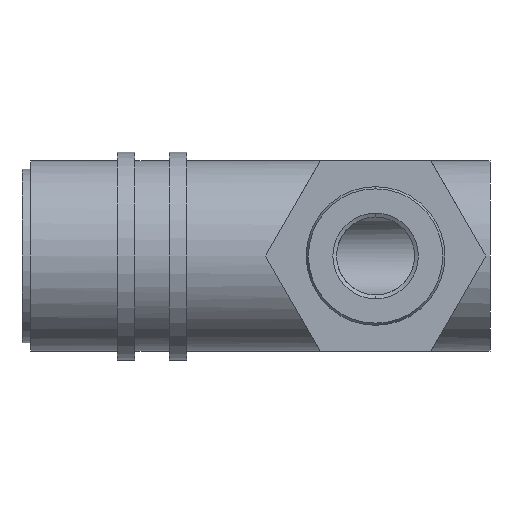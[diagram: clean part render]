
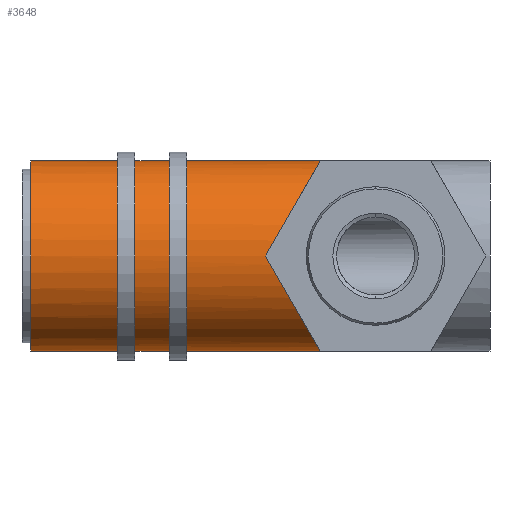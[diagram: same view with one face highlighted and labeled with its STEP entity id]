
A CAD part, front view. The second image highlights one B-rep face of the part: STEP entity #3648.
In plain terms, the highlighted cylindrical face has radius 11 mm (diameter 22 mm), a partial arc.
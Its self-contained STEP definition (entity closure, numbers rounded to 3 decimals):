
#355 = VECTOR ( 'NONE', #4995, 1000. ) ;
#360 = AXIS2_PLACEMENT_3D ( 'NONE', #511, #3200, #6062 ) ;
#370 = CIRCLE ( 'NONE', #5790, 11. ) ;
#376 = VERTEX_POINT ( 'NONE', #461 ) ;
#423 = EDGE_CURVE ( 'NONE', #4472, #8369, #1017, .T. ) ;
#429 = LINE ( 'NONE', #518, #355 ) ;
#461 = CARTESIAN_POINT ( 'NONE',  ( 1., 0., -11. ) ) ;
#511 = CARTESIAN_POINT ( 'NONE',  ( 0., 0., 0. ) ) ;
#518 = CARTESIAN_POINT ( 'NONE',  ( 0., 0., 11. ) ) ;
#551 = FACE_OUTER_BOUND ( 'NONE', #6900, .T. ) ;
#1017 =( BOUNDED_CURVE ( )  B_SPLINE_CURVE ( 3, ( #7032, #1079, #8372, #6380 ),
 .UNSPECIFIED., .F., .F. ) 
 B_SPLINE_CURVE_WITH_KNOTS ( ( 4, 4 ),
 ( 1.571, 3.142 ),
 .UNSPECIFIED. ) 
 CURVE ( )  GEOMETRIC_REPRESENTATION_ITEM ( )  RATIONAL_B_SPLINE_CURVE ( ( 1., 0.805, 0.805, 1. ) ) 
 REPRESENTATION_ITEM ( '' )  );
#1079 = CARTESIAN_POINT ( 'NONE',  ( 31.817, -11., 6.444 ) ) ;
#1436 = CARTESIAN_POINT ( 'NONE',  ( 31.817, -11., -6.444 ) ) ;
#1445 = CARTESIAN_POINT ( 'NONE',  ( 34.447, 0., 11. ) ) ;
#1993 = CARTESIAN_POINT ( 'NONE',  ( 28.097, -11., 0. ) ) ;
#2039 = ORIENTED_EDGE ( 'NONE', *, *, #423, .T. ) ;
#3001 = VECTOR ( 'NONE', #6745, 1000. ) ;
#3200 = DIRECTION ( 'NONE',  ( -1., 0., 0. ) ) ;
#3331 = EDGE_CURVE ( 'NONE', #8369, #7156, #429, .T. ) ;
#3480 = CARTESIAN_POINT ( 'NONE',  ( 0., 0., -11. ) ) ;
#3614 = LINE ( 'NONE', #3480, #3001 ) ;
#3627 =( BOUNDED_CURVE ( )  B_SPLINE_CURVE ( 3, ( #5438, #8137, #1436, #8182 ),
 .UNSPECIFIED., .F., .F. ) 
 B_SPLINE_CURVE_WITH_KNOTS ( ( 4, 4 ),
 ( 3.142, 4.712 ),
 .UNSPECIFIED. ) 
 CURVE ( )  GEOMETRIC_REPRESENTATION_ITEM ( )  RATIONAL_B_SPLINE_CURVE ( ( 1., 0.805, 0.805, 1. ) ) 
 REPRESENTATION_ITEM ( '' )  );
#3648 = ADVANCED_FACE ( 'NONE', ( #551 ), #5858, .T. ) ;
#4472 = VERTEX_POINT ( 'NONE', #1993 ) ;
#4639 = CARTESIAN_POINT ( 'NONE',  ( 1., 0., 0. ) ) ;
#4995 = DIRECTION ( 'NONE',  ( -1., 0., 0. ) ) ;
#5137 = ORIENTED_EDGE ( 'NONE', *, *, #3331, .T. ) ;
#5438 = CARTESIAN_POINT ( 'NONE',  ( 34.447, 0., -11. ) ) ;
#5790 = AXIS2_PLACEMENT_3D ( 'NONE', #4639, #7299, #8394 ) ;
#5858 = CYLINDRICAL_SURFACE ( 'NONE', #360, 11. ) ;
#5985 = ORIENTED_EDGE ( 'NONE', *, *, #7330, .F. ) ;
#6062 = DIRECTION ( 'NONE',  ( 0., 0., 1. ) ) ;
#6357 = EDGE_CURVE ( 'NONE', #8411, #376, #3614, .T. ) ;
#6372 = EDGE_CURVE ( 'NONE', #8411, #4472, #3627, .T. ) ;
#6380 = CARTESIAN_POINT ( 'NONE',  ( 34.447, 0., 11. ) ) ;
#6669 = CARTESIAN_POINT ( 'NONE',  ( 1., 0., 11. ) ) ;
#6745 = DIRECTION ( 'NONE',  ( -1., 0., 0. ) ) ;
#6847 = CARTESIAN_POINT ( 'NONE',  ( 34.447, 0., -11. ) ) ;
#6900 = EDGE_LOOP ( 'NONE', ( #7984, #7394, #2039, #5137, #5985 ) ) ;
#7032 = CARTESIAN_POINT ( 'NONE',  ( 28.097, -11., 0. ) ) ;
#7156 = VERTEX_POINT ( 'NONE', #6669 ) ;
#7299 = DIRECTION ( 'NONE',  ( -1., 0., 0. ) ) ;
#7330 = EDGE_CURVE ( 'NONE', #376, #7156, #370, .T. ) ;
#7394 = ORIENTED_EDGE ( 'NONE', *, *, #6372, .T. ) ;
#7984 = ORIENTED_EDGE ( 'NONE', *, *, #6357, .F. ) ;
#8137 = CARTESIAN_POINT ( 'NONE',  ( 34.447, -6.444, -11. ) ) ;
#8182 = CARTESIAN_POINT ( 'NONE',  ( 28.097, -11., 0. ) ) ;
#8369 = VERTEX_POINT ( 'NONE', #1445 ) ;
#8372 = CARTESIAN_POINT ( 'NONE',  ( 34.447, -6.444, 11. ) ) ;
#8394 = DIRECTION ( 'NONE',  ( 0., 0., 1. ) ) ;
#8411 = VERTEX_POINT ( 'NONE', #6847 ) ;
